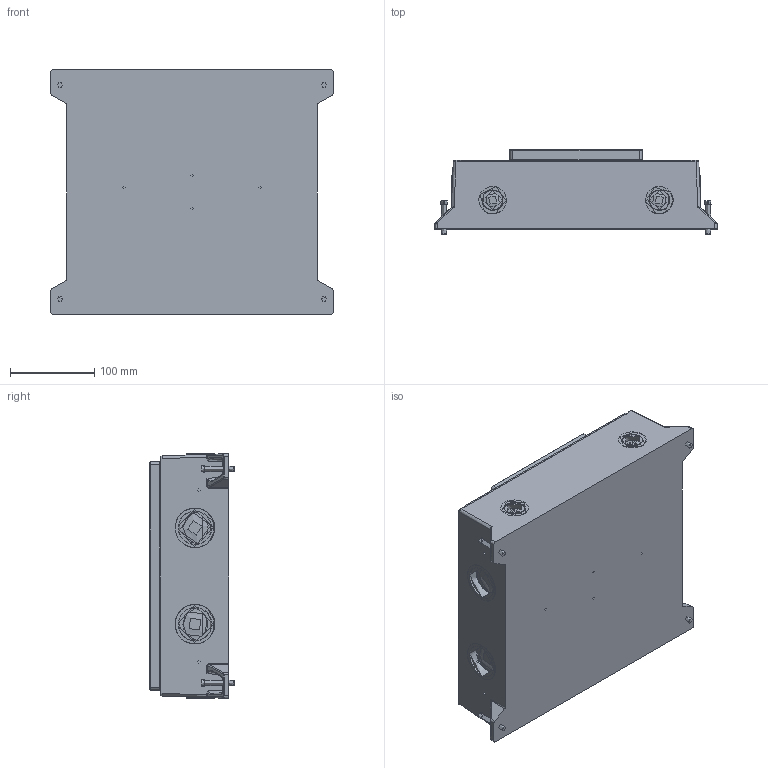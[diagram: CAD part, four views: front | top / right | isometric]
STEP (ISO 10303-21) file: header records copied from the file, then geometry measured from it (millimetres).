
FILE_DESCRIPTION(/* description */ (''),/* implementation_level */ '2;1');
FILE_NAME(/* name */ 'CFB4G30CI.stp',/* time_stamp */ '2023-10-17T15:40:14-04:00',/* author */ ('adiakomis'),/* organization */ (''),/* preprocessor_version */ 'ST-DEVELOPER v18.1',/* originating_system */ 'AutoCAD Mechanical',/* authorisation */ '');
FILE_SCHEMA (('AUTOMOTIVE_DESIGN { 1 0 10303 214 3 1 1 }'));
Products named in the file (2): Product; M-13870_Shrinkwrap_1
Assembly tree (1 placements, depth 2):
  Product
    M-13870_Shrinkwrap_1
Bounding box: 335.13 x 100.33 x 290.46 mm (x, y, z)
Volume: 7333721.7 mm3; surface area: 374745.9 mm2
Topology: 1 solids, 49 shells, 5890 faces, 15490 edges, 10245 vertices
Faces by surface type: plane 3440, bspline 1932, cone 250, cylinder 233, torus 27, sphere 8
Full cylindrical faces by diameter (mm): 2.705 x4, 3.175 x12, 3.327 x4, 3.556 x16, 5.258 x12, 6.144 x8, 7.366 x4, 23.127 x4, 28.169 x1, 32.639 x4, 43.656 x4, 46.99 x4
Entity records: 200895 total; most frequent: CARTESIAN_POINT 67847, ORIENTED_EDGE 30956, DIRECTION 20584, EDGE_CURVE 15478, VERTEX_POINT 10245, LINE 10182, VECTOR 10182, EDGE_LOOP 6561
